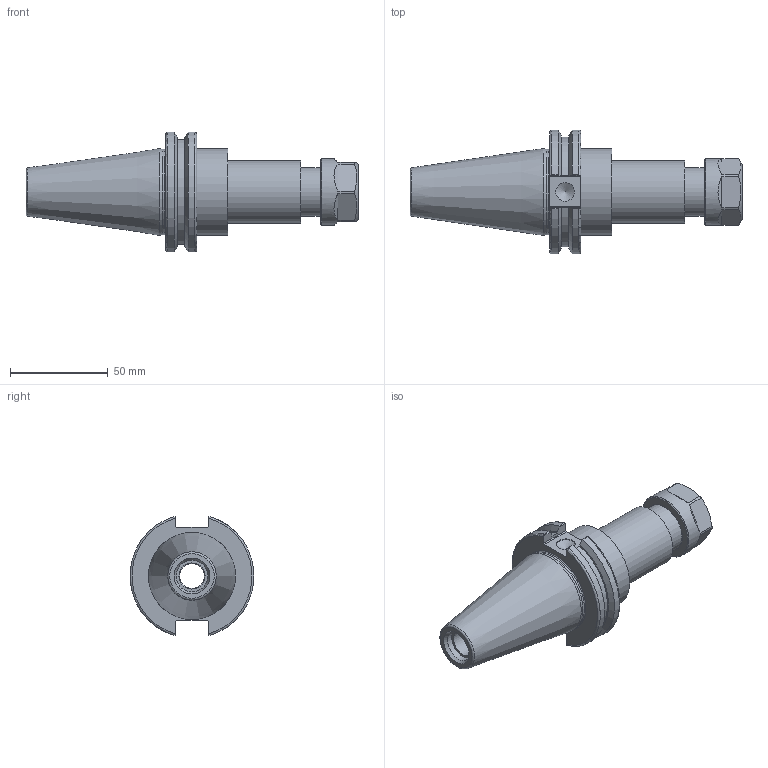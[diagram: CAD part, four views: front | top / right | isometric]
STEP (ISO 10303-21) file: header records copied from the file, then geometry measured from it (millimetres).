
FILE_DESCRIPTION(/* description */ (''),/* implementation_level */ '2;1');
FILE_NAME(/* name */ 'BK032B25.stp',/* time_stamp */ '2025-02-10T09:48:11+09:00',/* author */ ('eos'),/* organization */ (''),/* preprocessor_version */ 'ST-DEVELOPER v20',/* originating_system */ 'Autodesk Inventor 2025',/* authorisation */ '');
FILE_SCHEMA (('AUTOMOTIVE_DESIGN { 1 0 10303 214 3 1 1 }'));
Length unit declared in the file: millimetre
Products named in the file (3): LO-CAT40-ER11-3.00; CAT50; ER20NUT
Assembly tree (2 placements, depth 2):
  LO-CAT40-ER11-3.00
    CAT50
    ER20NUT
Bounding box: 169.85 x 63.26 x 61.09 mm (x, y, z)
Volume: 161289.2 mm3; surface area: 36039.3 mm2
Topology: 2 solids, 3 shells, 92 faces, 224 edges, 147 vertices
Faces by surface type: plane 49, cylinder 22, cone 14, torus 7
Full cylindrical faces by diameter (mm): 9.525 x1, 12.573 x1, 13.386 x1, 14.9 x1, 16 x1, 16.3 x1, 18.4 x1, 21.76 x1, 23.5 x1, 25 x2, 25.5 x1, 32 x1, 34 x1, 43.6 x1, 44.45 x1
Entity records: 2917 total; most frequent: CARTESIAN_POINT 609, DIRECTION 462, ORIENTED_EDGE 444, EDGE_CURVE 223, AXIS2_PLACEMENT_3D 181, VERTEX_POINT 147, EDGE_LOOP 108, LINE 100
